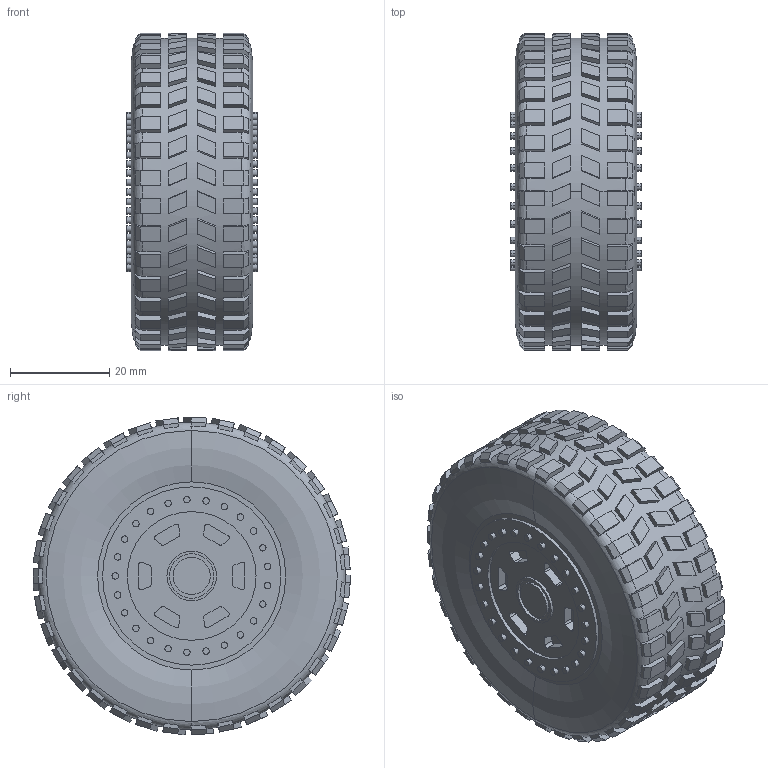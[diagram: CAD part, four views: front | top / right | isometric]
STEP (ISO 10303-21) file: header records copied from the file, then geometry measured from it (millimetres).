
FILE_DESCRIPTION (( 'STEP AP203' ), '1' );
FILE_NAME ('Wheelr.STEP', '2022-01-31T11:55:57', ( '' ), ( '' ), 'SwSTEP 2.0', 'SolidWorks 2018', '' );
FILE_SCHEMA (( 'CONFIG_CONTROL_DESIGN' ));
Length unit declared in the file: millimetre
Products named in the file (1): Wheelr
Bounding box: 26.4 x 64.16 x 64.22 mm (x, y, z)
Volume: 73652.4 mm3; surface area: 13519.5 mm2
Topology: 1 solids, 1 shells, 1091 faces, 2842 edges, 1892 vertices
Faces by surface type: plane 899, cylinder 184, torus 8
Entity records: 34223 total; most frequent: CARTESIAN_POINT 7240, ORIENTED_EDGE 5684, DIRECTION 5490, EDGE_CURVE 2842, VERTEX_POINT 1892, AXIS2_PLACEMENT_3D 1838, LINE 1814, VECTOR 1814
